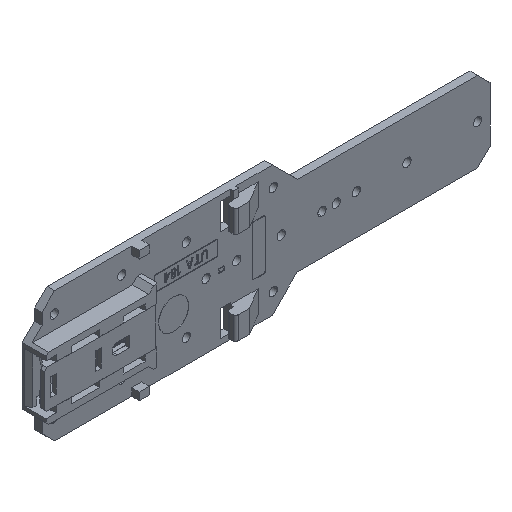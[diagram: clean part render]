
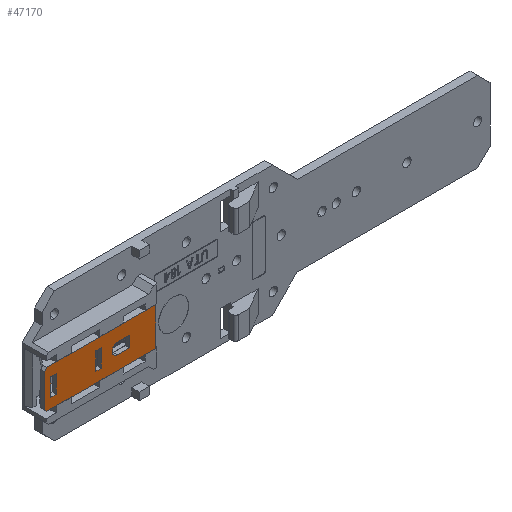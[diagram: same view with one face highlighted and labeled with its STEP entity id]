
A CAD part, isometric view. The second image highlights one B-rep face of the part: STEP entity #47170.
In plain terms, the highlighted planar face has unit normal (0, -1, 0).
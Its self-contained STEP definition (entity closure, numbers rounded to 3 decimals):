
#31710=CARTESIAN_POINT('',(-18.35,1.4,7.6));
#31720=VERTEX_POINT('',#31710);
#31750=CARTESIAN_POINT('',(-43.437,1.4,7.6));
#31760=DIRECTION('',(1.,0.,0.));
#31770=VECTOR('',#31760,1.);
#31780=LINE('',#31750,#31770);
#31790=CARTESIAN_POINT('',(-61.75,1.4,7.6));
#31800=VERTEX_POINT('',#31790);
#31810=EDGE_CURVE('',#31800,#31720,#31780,.T.);
#35630=CARTESIAN_POINT('',(-57.95,1.4,3.6));
#35640=VERTEX_POINT('',#35630);
#35670=CARTESIAN_POINT('',(-57.95,1.4,-11.638));
#35680=DIRECTION('',(0.,0.,1.));
#35690=VECTOR('',#35680,1.);
#35700=LINE('',#35670,#35690);
#35710=CARTESIAN_POINT('',(-57.95,1.4,-3.6));
#35720=VERTEX_POINT('',#35710);
#35730=EDGE_CURVE('',#35720,#35640,#35700,.T.);
#36650=CARTESIAN_POINT('',(-60.25,1.4,3.6));
#36660=VERTEX_POINT('',#36650);
#36740=CARTESIAN_POINT('',(-60.25,1.4,-3.6));
#36750=VERTEX_POINT('',#36740);
#36780=CARTESIAN_POINT('',(-60.25,1.4,-11.638));
#36790=DIRECTION('',(0.,0.,-1.));
#36800=VECTOR('',#36790,1.);
#36810=LINE('',#36780,#36800);
#36820=EDGE_CURVE('',#36660,#36750,#36810,.T.);
#37530=CARTESIAN_POINT('',(-43.437,1.4,-3.6));
#37540=DIRECTION('',(1.,0.,0.));
#37550=VECTOR('',#37540,1.);
#37560=LINE('',#37530,#37550);
#37570=EDGE_CURVE('',#36750,#35720,#37560,.T.);
#39620=CARTESIAN_POINT('',(-62.75,1.4,-11.638));
#39630=DIRECTION('',(0.,0.,-1.));
#39640=VECTOR('',#39630,1.);
#39650=LINE('',#39620,#39640);
#39660=CARTESIAN_POINT('',(-62.75,1.4,6.6));
#39670=VERTEX_POINT('',#39660);
#39680=CARTESIAN_POINT('',(-62.75,1.4,-6.6));
#39690=VERTEX_POINT('',#39680);
#39700=EDGE_CURVE('',#39670,#39690,#39650,.T.);
#40580=CARTESIAN_POINT('',(-28.65,1.4,-11.638));
#40590=DIRECTION('',(0.,-0.,-1.));
#40600=VECTOR('',#40590,1.);
#40610=LINE('',#40580,#40600);
#40620=CARTESIAN_POINT('',(-28.65,1.4,2.2));
#40630=VERTEX_POINT('',#40620);
#40640=CARTESIAN_POINT('',(-28.65,1.4,-2.2));
#40650=VERTEX_POINT('',#40640);
#40660=EDGE_CURVE('',#40630,#40650,#40610,.T.);
#41020=CARTESIAN_POINT('',(-61.437,1.4,7.913));
#41030=DIRECTION('',(-0.707,-0.,-0.707));
#41040=VECTOR('',#41030,1.);
#41050=LINE('',#41020,#41040);
#41060=EDGE_CURVE('',#31800,#39670,#41050,.T.);
#41620=CARTESIAN_POINT('',(-43.437,1.4,2.2));
#41630=DIRECTION('',(1.,0.,0.));
#41640=VECTOR('',#41630,1.);
#41650=LINE('',#41620,#41640);
#41660=CARTESIAN_POINT('',(-33.45,1.4,2.2));
#41670=VERTEX_POINT('',#41660);
#41680=EDGE_CURVE('',#41670,#40630,#41650,.T.);
#41860=CARTESIAN_POINT('',(-33.45,1.4,0.))
;
#41870=DIRECTION('',(0.,-1.,0.));
#41880=DIRECTION('',(-1.,0.,0.));
#41890=AXIS2_PLACEMENT_3D('',#41860,#41870,#41880);
#41900=CIRCLE('',#41890,2.2);
#41910=CARTESIAN_POINT('',(-33.45,1.4,-2.2));
#41920=VERTEX_POINT('',#41910);
#41930=EDGE_CURVE('',#41670,#41920,#41900,.T.);
#42120=CARTESIAN_POINT('',(-57.712,1.4,-11.638));
#42130=DIRECTION('',(0.707,0.,-0.707));
#42140=VECTOR('',#42130,1.);
#42150=LINE('',#42120,#42140);
#42160=CARTESIAN_POINT('',(-61.75,1.4,-7.6));
#42170=VERTEX_POINT('',#42160);
#42180=EDGE_CURVE('',#39690,#42170,#42150,.T.);
#42350=CARTESIAN_POINT('',(-43.437,1.4,-2.2));
#42360=DIRECTION('',(-1.,0.,0.));
#42370=VECTOR('',#42360,1.);
#42380=LINE('',#42350,#42370);
#42390=EDGE_CURVE('',#40650,#41920,#42380,.T.);
#45270=CARTESIAN_POINT('',(-43.437,1.4,3.6));
#45280=DIRECTION('',(-1.,0.,0.));
#45290=VECTOR('',#45280,1.);
#45300=LINE('',#45270,#45290);
#45310=EDGE_CURVE('',#35640,#36660,#45300,.T.);
#45530=CARTESIAN_POINT('',(-18.35,1.4,-7.6));
#45540=VERTEX_POINT('',#45530);
#45570=CARTESIAN_POINT('',(-18.35,1.4,-11.638));
#45580=DIRECTION('',(0.,0.,-1.));
#45590=VECTOR('',#45580,1.);
#45600=LINE('',#45570,#45590);
#45610=EDGE_CURVE('',#31720,#45540,#45600,.T.);
#45940=CARTESIAN_POINT('',(-42.25,1.4,3.6));
#45950=VERTEX_POINT('',#45940);
#46030=CARTESIAN_POINT('',(-42.25,1.4,-3.6));
#46040=VERTEX_POINT('',#46030);
#46070=CARTESIAN_POINT('',(-42.25,1.4,-11.638));
#46080=DIRECTION('',(0.,0.,-1.));
#46090=VECTOR('',#46080,1.);
#46100=LINE('',#46070,#46090);
#46110=EDGE_CURVE('',#45950,#46040,#46100,.T.);
#46270=CARTESIAN_POINT('',(-39.95,1.4,-3.6));
#46280=VERTEX_POINT('',#46270);
#46310=CARTESIAN_POINT('',(-43.437,1.4,-3.6));
#46320=DIRECTION('',(1.,0.,0.));
#46330=VECTOR('',#46320,1.);
#46340=LINE('',#46310,#46330);
#46350=EDGE_CURVE('',#46040,#46280,#46340,.T.);
#46460=CARTESIAN_POINT('',(-43.437,1.4,3.6));
#46470=DIRECTION('',(-1.,-0.,0.));
#46480=VECTOR('',#46470,1.);
#46490=LINE('',#46460,#46480);
#46500=CARTESIAN_POINT('',(-39.95,1.4,3.6));
#46510=VERTEX_POINT('',#46500);
#46520=EDGE_CURVE('',#46510,#45950,#46490,.T.);
#46700=CARTESIAN_POINT('',(-39.95,1.4,-11.638));
#46710=DIRECTION('',(0.,0.,1.));
#46720=VECTOR('',#46710,1.);
#46730=LINE('',#46700,#46720);
#46740=EDGE_CURVE('',#46280,#46510,#46730,.T.);
#46810=CARTESIAN_POINT('',(-41.832,1.4,-6.205));
#46820=DIRECTION('',(0.,-1.,0.));
#46830=DIRECTION('',(1.,0.,0.));
#46840=AXIS2_PLACEMENT_3D('',#46810,#46820,#46830);
#46850=PLANE('',#46840);
#46860=ORIENTED_EDGE('',*,*,#35730,.F.);
#46870=ORIENTED_EDGE('',*,*,#45310,.F.);
#46880=ORIENTED_EDGE('',*,*,#36820,.F.);
#46890=ORIENTED_EDGE('',*,*,#37570,.F.);
#46900=EDGE_LOOP('',(#46890,#46880,#46870,#46860));
#46910=FACE_BOUND('',#46900,.T.);
#46920=ORIENTED_EDGE('',*,*,#40660,.T.);
#46930=ORIENTED_EDGE('',*,*,#41680,.T.);
#46940=ORIENTED_EDGE('',*,*,#41930,.F.);
#46950=ORIENTED_EDGE('',*,*,#42390,.T.);
#46960=EDGE_LOOP('',(#46950,#46940,#46930,#46920));
#46970=FACE_BOUND('',#46960,.T.);
#46980=ORIENTED_EDGE('',*,*,#46740,.F.);
#46990=ORIENTED_EDGE('',*,*,#46520,.F.);
#47000=ORIENTED_EDGE('',*,*,#46110,.F.);
#47010=ORIENTED_EDGE('',*,*,#46350,.F.);
#47020=EDGE_LOOP('',(#47010,#47000,#46990,#46980));
#47030=FACE_BOUND('',#47020,.T.);
#47040=CARTESIAN_POINT('',(-43.437,1.4,-7.6));
#47050=DIRECTION('',(1.,0.,0.));
#47060=VECTOR('',#47050,1.);
#47070=LINE('',#47040,#47060);
#47080=EDGE_CURVE('',#42170,#45540,#47070,.T.);
#47090=ORIENTED_EDGE('',*,*,#47080,.T.);
#47100=ORIENTED_EDGE('',*,*,#42180,.T.);
#47110=ORIENTED_EDGE('',*,*,#39700,.T.);
#47120=ORIENTED_EDGE('',*,*,#41060,.T.);
#47130=ORIENTED_EDGE('',*,*,#31810,.F.);
#47140=ORIENTED_EDGE('',*,*,#45610,.F.);
#47150=EDGE_LOOP('',(#47140,#47130,#47120,#47110,#47100,#47090));
#47160=FACE_OUTER_BOUND('',#47150,.T.);
#47170=ADVANCED_FACE('',(#46910,#46970,#47030,#47160),#46850,.T.);
